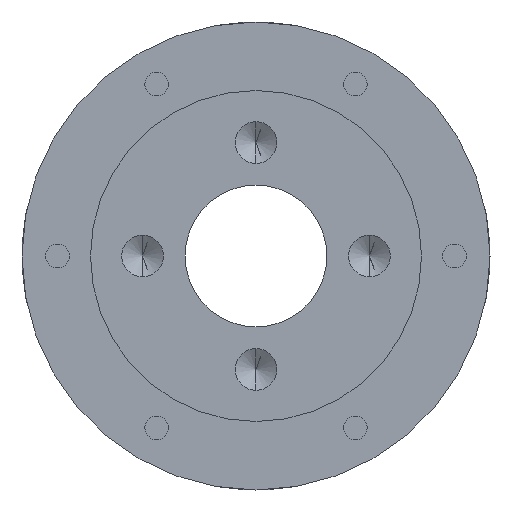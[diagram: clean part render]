
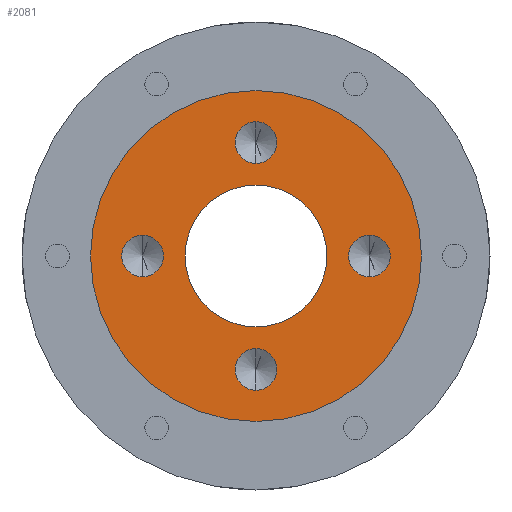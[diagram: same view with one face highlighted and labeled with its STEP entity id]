
A CAD part, left-side view. The second image highlights one B-rep face of the part: STEP entity #2081.
In plain terms, the highlighted planar face has unit normal (-1, 0, 0).
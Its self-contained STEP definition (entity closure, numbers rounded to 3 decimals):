
#49 = CARTESIAN_POINT ( 'NONE',  ( 0., 0., 24. ) ) ;
#59 = CARTESIAN_POINT ( 'NONE',  ( 0., 0., 35. ) ) ;
#60 = CARTESIAN_POINT ( 'NONE',  ( 0., 0., 0. ) ) ;
#176 = CIRCLE ( 'NONE', #515, 4.4 ) ;
#181 = DIRECTION ( 'NONE',  ( -1., 0., 0. ) ) ;
#212 = ORIENTED_EDGE ( 'NONE', *, *, #2323, .F. ) ;
#245 = VERTEX_POINT ( 'NONE', #2418 ) ;
#247 = VERTEX_POINT ( 'NONE', #2124 ) ;
#303 = CIRCLE ( 'NONE', #3298, 35. ) ;
#308 = CARTESIAN_POINT ( 'NONE',  ( 0., -24., -4.4 ) ) ;
#323 = ORIENTED_EDGE ( 'NONE', *, *, #345, .F. ) ;
#324 = AXIS2_PLACEMENT_3D ( 'NONE', #833, #2869, #1131 ) ;
#345 = EDGE_CURVE ( 'NONE', #1412, #3398, #3389, .T. ) ;
#346 = VERTEX_POINT ( 'NONE', #1903 ) ;
#367 = DIRECTION ( 'NONE',  ( 0., 0., 1. ) ) ;
#382 = CARTESIAN_POINT ( 'NONE',  ( 0., 0., 0. ) ) ;
#415 = CARTESIAN_POINT ( 'NONE',  ( 0., 0., 24. ) ) ;
#433 = CIRCLE ( 'NONE', #3707, 4.4 ) ;
#438 = DIRECTION ( 'NONE',  ( -1., 0., 0. ) ) ;
#463 = CARTESIAN_POINT ( 'NONE',  ( 0., 0., 15. ) ) ;
#515 = AXIS2_PLACEMENT_3D ( 'NONE', #49, #2136, #367 ) ;
#542 = AXIS2_PLACEMENT_3D ( 'NONE', #415, #2478, #722 ) ;
#543 = VERTEX_POINT ( 'NONE', #2019 ) ;
#583 = DIRECTION ( 'NONE',  ( -1., 0., 0. ) ) ;
#596 = FACE_BOUND ( 'NONE', #3510, .T. ) ;
#648 = EDGE_CURVE ( 'NONE', #717, #695, #753, .T. ) ;
#649 = CIRCLE ( 'NONE', #3593, 15. ) ;
#684 = DIRECTION ( 'NONE',  ( 0., 0., 1. ) ) ;
#695 = VERTEX_POINT ( 'NONE', #860 ) ;
#716 = EDGE_CURVE ( 'NONE', #3398, #1412, #649, .T. ) ;
#717 = VERTEX_POINT ( 'NONE', #59 ) ;
#722 = DIRECTION ( 'NONE',  ( 0., 0., 1. ) ) ;
#748 = ORIENTED_EDGE ( 'NONE', *, *, #1659, .F. ) ;
#753 = CIRCLE ( 'NONE', #3191, 35. ) ;
#759 = CIRCLE ( 'NONE', #2116, 4.4 ) ;
#833 = CARTESIAN_POINT ( 'NONE',  ( 0., 24., 0. ) ) ;
#857 = CARTESIAN_POINT ( 'NONE',  ( 0., 0., -15. ) ) ;
#860 = CARTESIAN_POINT ( 'NONE',  ( 0., 0., -35. ) ) ;
#863 = ORIENTED_EDGE ( 'NONE', *, *, #2276, .F. ) ;
#869 = VERTEX_POINT ( 'NONE', #1184 ) ;
#927 = EDGE_LOOP ( 'NONE', ( #748, #863 ) ) ;
#962 = EDGE_CURVE ( 'NONE', #869, #247, #176, .T. ) ;
#972 = EDGE_LOOP ( 'NONE', ( #1732, #2560 ) ) ;
#974 = CARTESIAN_POINT ( 'NONE',  ( 0., 0., -24. ) ) ;
#1003 = CARTESIAN_POINT ( 'NONE',  ( 0., 0., 0. ) ) ;
#1029 = EDGE_LOOP ( 'NONE', ( #212, #1239 ) ) ;
#1131 = DIRECTION ( 'NONE',  ( 0., 0., 1. ) ) ;
#1184 = CARTESIAN_POINT ( 'NONE',  ( 0., 0., 28.4 ) ) ;
#1196 = CIRCLE ( 'NONE', #2135, 4.4 ) ;
#1239 = ORIENTED_EDGE ( 'NONE', *, *, #2255, .F. ) ;
#1258 = DIRECTION ( 'NONE',  ( 0., 0., 1. ) ) ;
#1278 = DIRECTION ( 'NONE',  ( 0., 0., 1. ) ) ;
#1280 = DIRECTION ( 'NONE',  ( 0., 0., 1. ) ) ;
#1362 = DIRECTION ( 'NONE',  ( -1., 0., 0. ) ) ;
#1376 = FACE_OUTER_BOUND ( 'NONE', #1775, .T. ) ;
#1378 = DIRECTION ( 'NONE',  ( -1., 0., 0. ) ) ;
#1412 = VERTEX_POINT ( 'NONE', #463 ) ;
#1462 = FACE_BOUND ( 'NONE', #972, .T. ) ;
#1619 = CIRCLE ( 'NONE', #542, 4.4 ) ;
#1659 = EDGE_CURVE ( 'NONE', #543, #245, #1196, .T. ) ;
#1679 = CARTESIAN_POINT ( 'NONE',  ( 0., 24., 4.4 ) ) ;
#1688 = CIRCLE ( 'NONE', #3545, 4.4 ) ;
#1727 = EDGE_CURVE ( 'NONE', #695, #717, #303, .T. ) ;
#1732 = ORIENTED_EDGE ( 'NONE', *, *, #2975, .F. ) ;
#1775 = EDGE_LOOP ( 'NONE', ( #2092, #3202 ) ) ;
#1879 = EDGE_LOOP ( 'NONE', ( #3681, #3019 ) ) ;
#1903 = CARTESIAN_POINT ( 'NONE',  ( 0., -24., 4.4 ) ) ;
#1957 = CARTESIAN_POINT ( 'NONE',  ( 0., 24., 0. ) ) ;
#2019 = CARTESIAN_POINT ( 'NONE',  ( 0., 0., -19.6 ) ) ;
#2081 = ADVANCED_FACE ( 'NONE', ( #3713, #1462, #2925, #2166, #1376, #596 ), #2768, .T. ) ;
#2092 = ORIENTED_EDGE ( 'NONE', *, *, #648, .T. ) ;
#2116 = AXIS2_PLACEMENT_3D ( 'NONE', #3115, #1362, #3403 ) ;
#2124 = CARTESIAN_POINT ( 'NONE',  ( 0., 0., 19.6 ) ) ;
#2135 = AXIS2_PLACEMENT_3D ( 'NONE', #974, #3002, #1258 ) ;
#2136 = DIRECTION ( 'NONE',  ( -1., 0., 0. ) ) ;
#2166 = FACE_BOUND ( 'NONE', #1029, .T. ) ;
#2195 = AXIS2_PLACEMENT_3D ( 'NONE', #3339, #438, #2500 ) ;
#2254 = DIRECTION ( 'NONE',  ( 0., 0., 1. ) ) ;
#2255 = EDGE_CURVE ( 'NONE', #3560, #2307, #1688, .T. ) ;
#2276 = EDGE_CURVE ( 'NONE', #245, #543, #3154, .T. ) ;
#2296 = AXIS2_PLACEMENT_3D ( 'NONE', #60, #3620, #3048 ) ;
#2307 = VERTEX_POINT ( 'NONE', #1679 ) ;
#2323 = EDGE_CURVE ( 'NONE', #2307, #3560, #3749, .T. ) ;
#2339 = CARTESIAN_POINT ( 'NONE',  ( 0., -24., 0. ) ) ;
#2418 = CARTESIAN_POINT ( 'NONE',  ( 0., 0., -28.4 ) ) ;
#2444 = CARTESIAN_POINT ( 'NONE',  ( 0., 24., -4.4 ) ) ;
#2445 = DIRECTION ( 'NONE',  ( -1., 0., 0. ) ) ;
#2458 = CARTESIAN_POINT ( 'NONE',  ( 0., 0., 0. ) ) ;
#2478 = DIRECTION ( 'NONE',  ( -1., 0., 0. ) ) ;
#2500 = DIRECTION ( 'NONE',  ( 0., 0., 1. ) ) ;
#2560 = ORIENTED_EDGE ( 'NONE', *, *, #3765, .F. ) ;
#2639 = DIRECTION ( 'NONE',  ( 0., 0., 1. ) ) ;
#2643 = ORIENTED_EDGE ( 'NONE', *, *, #716, .F. ) ;
#2768 = PLANE ( 'NONE',  #2195 ) ;
#2833 = VERTEX_POINT ( 'NONE', #308 ) ;
#2869 = DIRECTION ( 'NONE',  ( -1., 0., 0. ) ) ;
#2925 = FACE_BOUND ( 'NONE', #927, .T. ) ;
#2975 = EDGE_CURVE ( 'NONE', #346, #2833, #433, .T. ) ;
#3002 = DIRECTION ( 'NONE',  ( -1., 0., 0. ) ) ;
#3019 = ORIENTED_EDGE ( 'NONE', *, *, #3647, .F. ) ;
#3026 = DIRECTION ( 'NONE',  ( -1., 0., 0. ) ) ;
#3048 = DIRECTION ( 'NONE',  ( 0., 0., 1. ) ) ;
#3115 = CARTESIAN_POINT ( 'NONE',  ( 0., -24., 0. ) ) ;
#3136 = CARTESIAN_POINT ( 'NONE',  ( 0., 0., -24. ) ) ;
#3154 = CIRCLE ( 'NONE', #3744, 4.4 ) ;
#3191 = AXIS2_PLACEMENT_3D ( 'NONE', #2458, #3600, #1280 ) ;
#3202 = ORIENTED_EDGE ( 'NONE', *, *, #1727, .T. ) ;
#3298 = AXIS2_PLACEMENT_3D ( 'NONE', #1003, #3026, #1278 ) ;
#3339 = CARTESIAN_POINT ( 'NONE',  ( 0., -35., 0. ) ) ;
#3389 = CIRCLE ( 'NONE', #2296, 15. ) ;
#3398 = VERTEX_POINT ( 'NONE', #857 ) ;
#3403 = DIRECTION ( 'NONE',  ( 0., 0., 1. ) ) ;
#3414 = DIRECTION ( 'NONE',  ( 0., 0., 1. ) ) ;
#3510 = EDGE_LOOP ( 'NONE', ( #323, #2643 ) ) ;
#3545 = AXIS2_PLACEMENT_3D ( 'NONE', #1957, #181, #2254 ) ;
#3560 = VERTEX_POINT ( 'NONE', #2444 ) ;
#3593 = AXIS2_PLACEMENT_3D ( 'NONE', #382, #2445, #684 ) ;
#3600 = DIRECTION ( 'NONE',  ( -1., 0., 0. ) ) ;
#3620 = DIRECTION ( 'NONE',  ( -1., 0., 0. ) ) ;
#3647 = EDGE_CURVE ( 'NONE', #247, #869, #1619, .T. ) ;
#3681 = ORIENTED_EDGE ( 'NONE', *, *, #962, .F. ) ;
#3707 = AXIS2_PLACEMENT_3D ( 'NONE', #2339, #583, #2639 ) ;
#3713 = FACE_BOUND ( 'NONE', #1879, .T. ) ;
#3744 = AXIS2_PLACEMENT_3D ( 'NONE', #3136, #1378, #3414 ) ;
#3749 = CIRCLE ( 'NONE', #324, 4.4 ) ;
#3765 = EDGE_CURVE ( 'NONE', #2833, #346, #759, .T. ) ;
